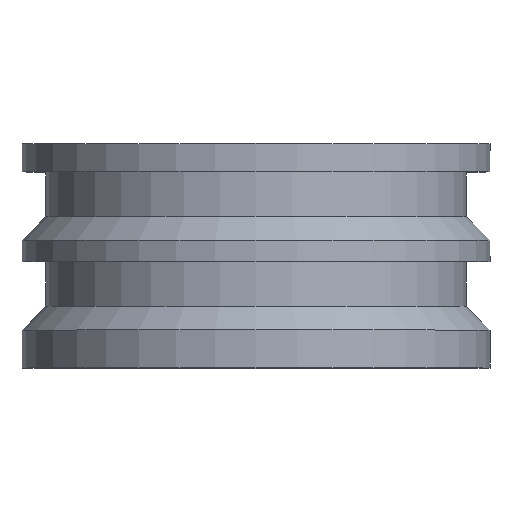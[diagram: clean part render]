
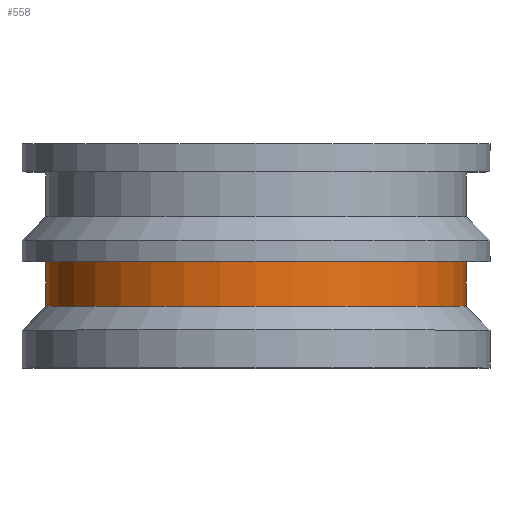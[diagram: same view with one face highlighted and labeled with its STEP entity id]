
A CAD part, top view. The second image highlights one B-rep face of the part: STEP entity #558.
In plain terms, the highlighted cylindrical face has radius 37.5 mm (diameter 75 mm), a partial arc.
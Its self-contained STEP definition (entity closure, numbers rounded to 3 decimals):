
#50 = CIRCLE ( 'NONE', #1282, 37.5 ) ;
#139 = VECTOR ( 'NONE', #816, 1000. ) ;
#208 = VERTEX_POINT ( 'NONE', #1491 ) ;
#282 = EDGE_CURVE ( 'NONE', #2401, #1975, #50, .T. ) ;
#414 = CARTESIAN_POINT ( 'NONE',  ( -37.5, -29., 0. ) ) ;
#558 = ADVANCED_FACE ( 'NONE', ( #2373 ), #1267, .T. ) ;
#564 = EDGE_LOOP ( 'NONE', ( #1872, #936, #1847, #1854 ) ) ;
#632 = AXIS2_PLACEMENT_3D ( 'NONE', #1637, #962, #1181 ) ;
#662 = DIRECTION ( 'NONE',  ( 1., 0., 0. ) ) ;
#686 = DIRECTION ( 'NONE',  ( 0., -1., 0. ) ) ;
#690 = LINE ( 'NONE', #2736, #139 ) ;
#719 = EDGE_CURVE ( 'NONE', #208, #1975, #690, .T. ) ;
#722 = CIRCLE ( 'NONE', #2203, 37.5 ) ;
#741 = DIRECTION ( 'NONE',  ( 1., 0., 0. ) ) ;
#816 = DIRECTION ( 'NONE',  ( 0., -1., 0. ) ) ;
#936 = ORIENTED_EDGE ( 'NONE', *, *, #719, .T. ) ;
#937 = EDGE_CURVE ( 'NONE', #1501, #2401, #961, .T. ) ;
#948 = CARTESIAN_POINT ( 'NONE',  ( 37.5, -21., 0. ) ) ;
#961 = LINE ( 'NONE', #2588, #1569 ) ;
#962 = DIRECTION ( 'NONE',  ( 0., -1., 0. ) ) ;
#1021 = EDGE_CURVE ( 'NONE', #1501, #208, #722, .T. ) ;
#1071 = DIRECTION ( 'NONE',  ( 0., -1., 0. ) ) ;
#1181 = DIRECTION ( 'NONE',  ( 1., 0., 0. ) ) ;
#1267 = CYLINDRICAL_SURFACE ( 'NONE', #632, 37.5 ) ;
#1282 = AXIS2_PLACEMENT_3D ( 'NONE', #1985, #1071, #662 ) ;
#1491 = CARTESIAN_POINT ( 'NONE',  ( -37.5, -21., 0. ) ) ;
#1501 = VERTEX_POINT ( 'NONE', #948 ) ;
#1569 = VECTOR ( 'NONE', #686, 1000. ) ;
#1637 = CARTESIAN_POINT ( 'NONE',  ( 0., -40., 0. ) ) ;
#1847 = ORIENTED_EDGE ( 'NONE', *, *, #282, .F. ) ;
#1854 = ORIENTED_EDGE ( 'NONE', *, *, #937, .F. ) ;
#1872 = ORIENTED_EDGE ( 'NONE', *, *, #1021, .T. ) ;
#1975 = VERTEX_POINT ( 'NONE', #414 ) ;
#1985 = CARTESIAN_POINT ( 'NONE',  ( 0., -29., 0. ) ) ;
#2109 = CARTESIAN_POINT ( 'NONE',  ( 37.5, -29., 0. ) ) ;
#2203 = AXIS2_PLACEMENT_3D ( 'NONE', #2419, #2457, #741 ) ;
#2373 = FACE_OUTER_BOUND ( 'NONE', #564, .T. ) ;
#2401 = VERTEX_POINT ( 'NONE', #2109 ) ;
#2419 = CARTESIAN_POINT ( 'NONE',  ( 0., -21., 0. ) ) ;
#2457 = DIRECTION ( 'NONE',  ( 0., -1., 0. ) ) ;
#2588 = CARTESIAN_POINT ( 'NONE',  ( 37.5, -40., 0. ) ) ;
#2736 = CARTESIAN_POINT ( 'NONE',  ( -37.5, -40., 0. ) ) ;
